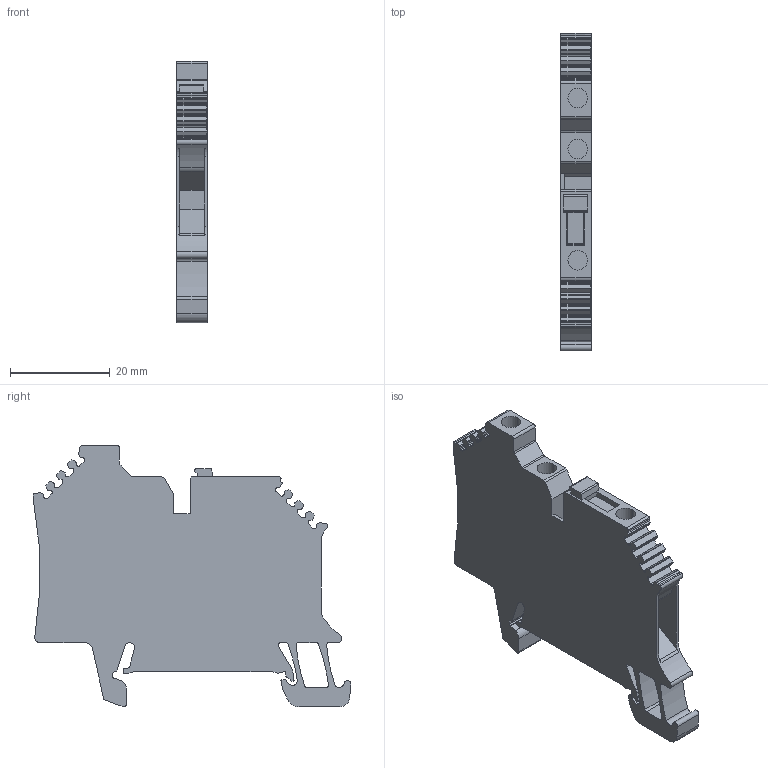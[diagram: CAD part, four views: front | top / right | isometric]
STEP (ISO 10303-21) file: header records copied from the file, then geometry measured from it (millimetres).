
FILE_DESCRIPTION(('CATIA V5R20 STEP214'),'2;1');
FILE_NAME ('5952239_3', '2014-07-14T10:33:55+00:00', ('Weidmueller Interface'), ('Weidmueller'), 'CATIA Version 5 Release 20 SP 5 (IN-10)', 'CATIA V5 STEP AP214', 'none');
FILE_SCHEMA(('AUTOMOTIVE_DESIGN { 1 0 10303 214 1 1 1 1 }'));
Length unit declared in the file: millimetre
Products named in the file (1): WTR4_ZR_STB_S3D
Bounding box: 6.1 x 63.74 x 52.55 mm (x, y, z)
Volume: 11585.1 mm3; surface area: 7752.5 mm2
Topology: 1 solids, 1 shells, 385 faces, 1179 edges, 805 vertices
Faces by surface type: plane 192, cylinder 191, cone 1, extrusion 1
Entity records: 15535 total; most frequent: CARTESIAN_POINT 2366, ORIENTED_EDGE 2358, DIRECTION 1871, EDGE_CURVE 1179, VERTEX_POINT 805, VECTOR 783, LINE 782, AXIS2_PLACEMENT_3D 740
